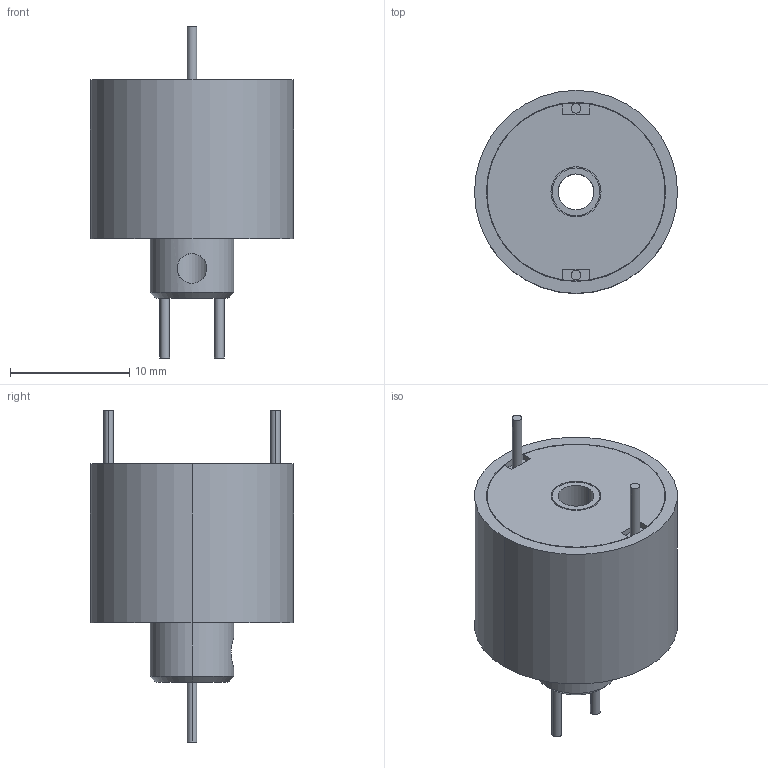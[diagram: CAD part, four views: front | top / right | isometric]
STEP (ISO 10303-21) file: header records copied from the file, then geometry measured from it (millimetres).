
FILE_DESCRIPTION (( 'STEP AP214' ), '1' );
FILE_NAME ('RT0317-S02.STEP', '2020-08-12T08:28:30', ( 'admin321' ), ( '' ), 'SwSTEP 2.0', 'SolidWorks 2014', '' );
FILE_SCHEMA (( 'AUTOMOTIVE_DESIGN' ));
Length unit declared in the file: millimetre
Products named in the file (1): RT0317-S02
Bounding box: 17 x 17 x 27.8 mm (x, y, z)
Volume: 3072.3 mm3; surface area: 1648.5 mm2
Topology: 1 solids, 1 shells, 48 faces, 106 edges, 70 vertices
Faces by surface type: cylinder 26, plane 20, cone 2
Entity records: 1494 total; most frequent: CARTESIAN_POINT 315, DIRECTION 254, ORIENTED_EDGE 212, EDGE_CURVE 106, AXIS2_PLACEMENT_3D 103, VERTEX_POINT 70, EDGE_LOOP 62, CIRCLE 54
